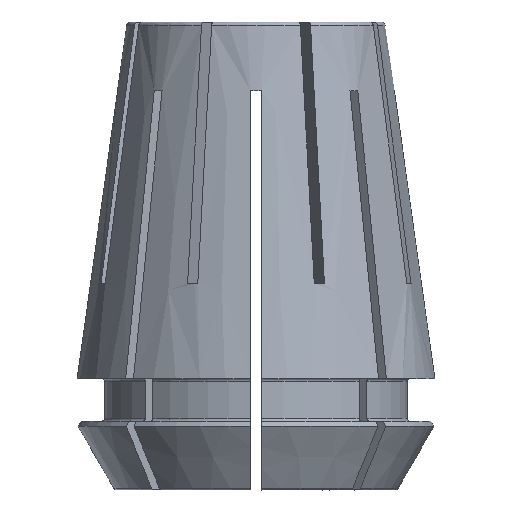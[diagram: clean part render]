
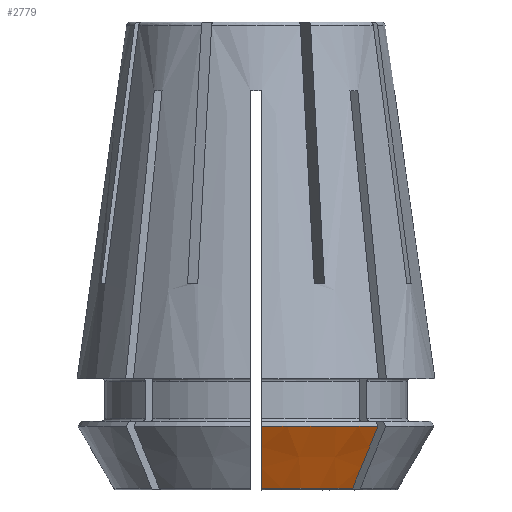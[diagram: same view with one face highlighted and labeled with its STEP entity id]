
A CAD part, front view. The second image highlights one B-rep face of the part: STEP entity #2779.
In plain terms, the highlighted conical face has half-angle 30 degrees and reference radius 12.931 mm.
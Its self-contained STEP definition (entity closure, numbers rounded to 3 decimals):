
#21=CONICAL_SURFACE('',#2953,12.931,0.524);
#451=CIRCLE('',#2951,12.931);
#453=CIRCLE('',#2954,10.335);
#454=CIRCLE('',#2955,43719.056);
#455=CIRCLE('',#2956,43719.052);
#634=ORIENTED_EDGE('',*,*,#1543,.T.);
#635=ORIENTED_EDGE('',*,*,#1544,.T.);
#636=ORIENTED_EDGE('',*,*,#1539,.F.);
#637=ORIENTED_EDGE('',*,*,#1545,.T.);
#1539=EDGE_CURVE('',#1992,#1993,#451,.T.);
#1543=EDGE_CURVE('',#1996,#1997,#453,.T.);
#1544=EDGE_CURVE('',#1997,#1993,#454,.T.);
#1545=EDGE_CURVE('',#1992,#1996,#455,.T.);
#1992=VERTEX_POINT('',#4111);
#1993=VERTEX_POINT('',#4112);
#1996=VERTEX_POINT('',#4120);
#1997=VERTEX_POINT('',#4121);
#2419=EDGE_LOOP('',(#634,#635,#636,#637));
#2575=FACE_BOUND('',#2419,.T.);
#2779=ADVANCED_FACE('',(#2575),#21,.T.);
#2951=AXIS2_PLACEMENT_3D('',#4110,#3289,#3290);
#2953=AXIS2_PLACEMENT_3D('',#4118,#3295,#3296);
#2954=AXIS2_PLACEMENT_3D('',#4119,#3297,#3298);
#2955=AXIS2_PLACEMENT_3D('',#4122,#3299,#3300);
#2956=AXIS2_PLACEMENT_3D('',#4123,#3301,#3302);
#3289=DIRECTION('',(0.,0.,1.));
#3290=DIRECTION('',(1.,0.,0.));
#3295=DIRECTION('',(0.,0.,1.));
#3296=DIRECTION('',(1.,0.,0.));
#3297=DIRECTION('',(0.,0.,1.));
#3298=DIRECTION('',(1.,0.,0.));
#3299=DIRECTION('',(-0.707,-0.707,0.));
#3300=DIRECTION('',(0.612,-0.612,-0.5));
#3301=DIRECTION('',(1.,0.,0.));
#3302=DIRECTION('',(0.,-0.866,-0.5));
#4110=CARTESIAN_POINT('',(0.,0.,4.821));
#4111=CARTESIAN_POINT('',(0.4,-12.925,4.821));
#4112=CARTESIAN_POINT('',(8.856,-9.422,4.821));
#4118=CARTESIAN_POINT('',(0.,0.,4.821));
#4119=CARTESIAN_POINT('',(0.,0.,0.325));
#4120=CARTESIAN_POINT('',(0.4,-10.328,0.325));
#4121=CARTESIAN_POINT('',(7.02,-7.586,0.325));
#4122=CARTESIAN_POINT('',(-26760.396,26759.83,21871.921));
#4123=CARTESIAN_POINT('',(0.4,37844.512,21871.919));
